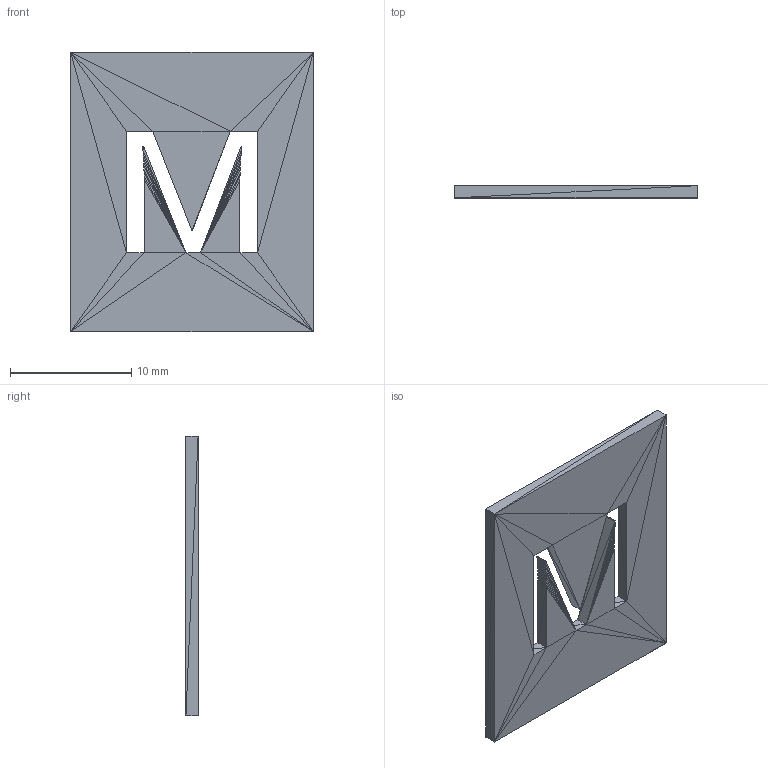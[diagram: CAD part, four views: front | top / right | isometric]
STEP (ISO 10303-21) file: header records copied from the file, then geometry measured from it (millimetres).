
FILE_DESCRIPTION((''),'2;1');
FILE_NAME('ZASLEPKA', '2026-01-25T10:41:18', (''), (''), 'ImageToStl.com STEP Converter','', '');
FILE_SCHEMA(('AUTOMOTIVE_DESIGN_CC2'));
Length unit declared in the file: metre
Products named in the file (1): product0
Bounding box: 20 x 1 x 23 mm (x, y, z)
Surface area: 982.8 mm2 (no closed solid volume)
Topology: 0 solids, 152 shells, 152 faces, 456 edges, 76 vertices
Faces by surface type: plane 152
Entity records: 3524 total; most frequent: DIRECTION 762, ORIENTED_EDGE 456, EDGE_CURVE 456, LINE 456, VECTOR 456, AXIS2_PLACEMENT_3D 153, FACE_SURFACE 152, PLANE 152
